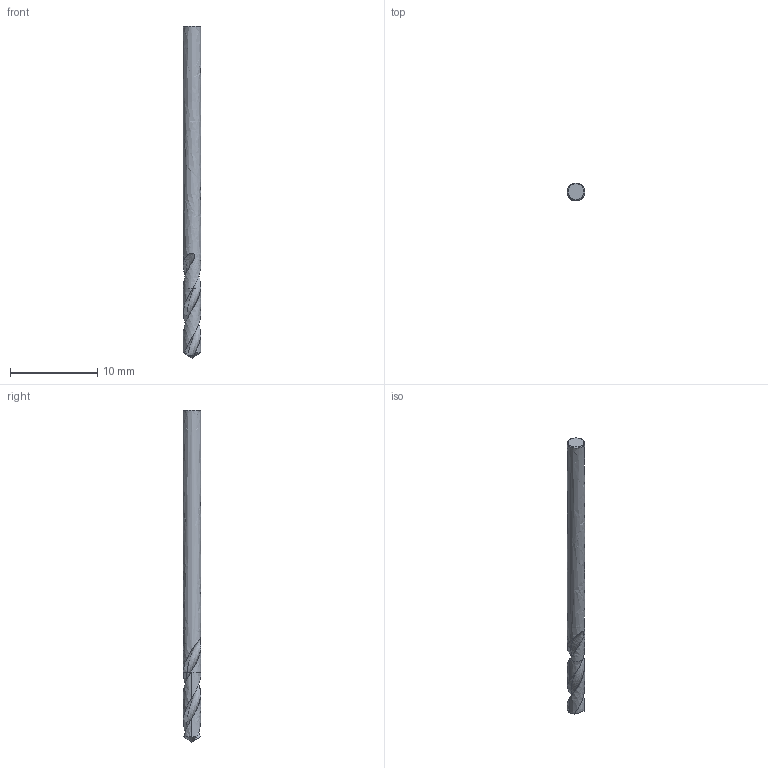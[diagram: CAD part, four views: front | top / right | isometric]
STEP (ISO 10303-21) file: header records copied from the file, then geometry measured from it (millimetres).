
FILE_DESCRIPTION(('STEP'), '1');
FILE_NAME('10472908.stp', '2020-03-09T14:05:56', ('TDM Systems GmbH'), ('TDM Systems GmbH'), 'HarmonyWare STEP v2.1.2-dev Express v3.0.0.0', 'TDM', 'Unknown');
FILE_SCHEMA(('AUTOMOTIVE_DESIGN'));
Length unit declared in the file: millimetre
Products named in the file (1): NONE
Bounding box: 2 x 2 x 38 mm (x, y, z)
Volume: 106.2 mm3; surface area: 251.4 mm2
Topology: 2 solids, 2 shells, 25 faces, 72 edges, 55 vertices
Faces by surface type: bspline 22, plane 3
Entity records: 3669 total; most frequent: CARTESIAN_POINT 3101, ORIENTED_EDGE 134, EDGE_CURVE 67, DIRECTION 58, VERTEX_POINT 46, B_SPLINE_CURVE_WITH_KNOTS 34, ADVANCED_FACE 25, FACE_OUTER_BOUND 25
